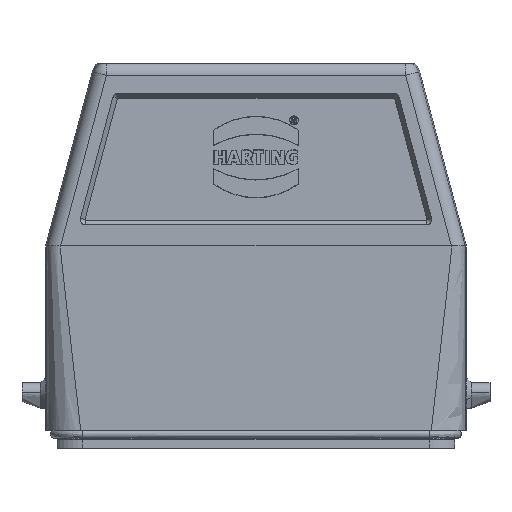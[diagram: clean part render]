
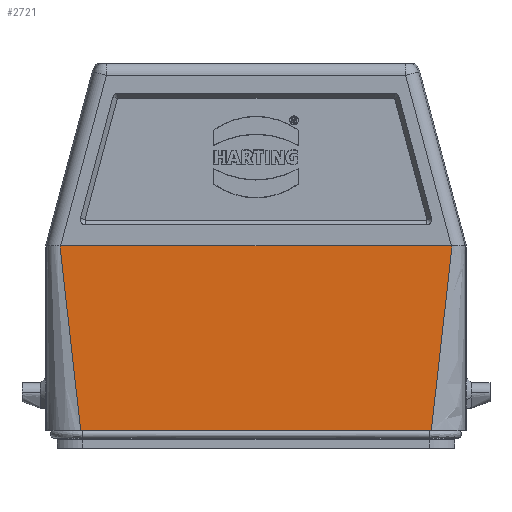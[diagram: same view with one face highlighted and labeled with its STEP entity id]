
A CAD part, front view. The second image highlights one B-rep face of the part: STEP entity #2721.
In plain terms, the highlighted planar face has unit normal (0, -1, 0).
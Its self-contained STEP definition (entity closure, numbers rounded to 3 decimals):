
#2468=(
BOUNDED_CURVE()
B_SPLINE_CURVE(3,(#18411,#18412,#18413,#18414,#18415,#18416,#18417,#18418,
#18419,#18420,#18421,#18422,#18423,#18424,#18425,#18426),.UNSPECIFIED.,
 .F.,.F.)
B_SPLINE_CURVE_WITH_KNOTS((4,3,3,3,3,4),(0.,0.144,0.172,
0.448,0.476,1.),.UNSPECIFIED.)
CURVE()
GEOMETRIC_REPRESENTATION_ITEM()
RATIONAL_B_SPLINE_CURVE((1.,1.,1.,1.,1.,1.,1.,1.,1.,1.,1.,1.,1.,1.,1.,1.))
REPRESENTATION_ITEM('')
);
#2469=(
BOUNDED_CURVE()
B_SPLINE_CURVE(3,(#18560,#18561,#18562,#18563,#18564,#18565,#18566,#18567,
#18568,#18569,#18570,#18571,#18572,#18573,#18574,#18575),.UNSPECIFIED.,
 .F.,.F.)
B_SPLINE_CURVE_WITH_KNOTS((4,3,3,3,3,4),(0.,0.524,0.552,
0.828,0.856,1.),.UNSPECIFIED.)
CURVE()
GEOMETRIC_REPRESENTATION_ITEM()
RATIONAL_B_SPLINE_CURVE((1.,1.,1.,1.,1.,1.,1.,1.,1.,1.,1.,1.,1.,1.,1.,1.))
REPRESENTATION_ITEM('')
);
#2721=ADVANCED_FACE('',(#3362),#3061,.T.);
#3061=PLANE('',#12829);
#3362=FACE_OUTER_BOUND('',#3744,.T.);
#3744=EDGE_LOOP('',(#4713,#4714,#4715,#4716));
#4713=ORIENTED_EDGE('',*,*,#7182,.T.);
#4714=ORIENTED_EDGE('',*,*,#6792,.T.);
#4715=ORIENTED_EDGE('',*,*,#7183,.T.);
#4716=ORIENTED_EDGE('',*,*,#7148,.T.);
#6119=VERTEX_POINT('',#16877);
#6120=VERTEX_POINT('',#16879);
#6418=VERTEX_POINT('',#17764);
#6419=VERTEX_POINT('',#17766);
#6792=EDGE_CURVE('',#6120,#6119,#9625,.T.);
#7148=EDGE_CURVE('',#6419,#6418,#9872,.T.);
#7182=EDGE_CURVE('',#6418,#6120,#2468,.T.);
#7183=EDGE_CURVE('',#6119,#6419,#2469,.T.);
#9625=LINE('',#16878,#10495);
#9872=LINE('',#17765,#10742);
#10495=VECTOR('',#13390,1.);
#10742=VECTOR('',#13935,1.);
#12829=AXIS2_PLACEMENT_3D('',#18576,#13989,#13990);
#13390=DIRECTION('',(1.,0.,0.));
#13935=DIRECTION('',(-1.,0.,0.));
#13989=DIRECTION('',(0.,-1.,0.));
#13990=DIRECTION('',(0.,0.,-1.));
#16877=CARTESIAN_POINT('',(33.295,-15.3,-14.15));
#16878=CARTESIAN_POINT('',(-39.95,-15.3,-14.15));
#16879=CARTESIAN_POINT('',(-33.295,-15.3,-14.15));
#17764=CARTESIAN_POINT('',(-37.23,-15.3,20.85));
#17765=CARTESIAN_POINT('',(-46.,-15.3,20.85));
#17766=CARTESIAN_POINT('',(37.23,-15.3,20.85));
#18411=CARTESIAN_POINT('',(-39.683,-15.3,42.668));
#18412=CARTESIAN_POINT('',(-38.996,-15.3,36.561));
#18413=CARTESIAN_POINT('',(-38.31,-15.3,30.454));
#18414=CARTESIAN_POINT('',(-37.623,-15.3,24.346));
#18415=CARTESIAN_POINT('',(-37.491,-15.3,23.169));
#18416=CARTESIAN_POINT('',(-37.359,-15.3,21.992));
#18417=CARTESIAN_POINT('',(-37.226,-15.3,20.815));
#18418=CARTESIAN_POINT('',(-35.916,-15.3,9.16));
#18419=CARTESIAN_POINT('',(-34.606,-15.3,-2.495));
#18420=CARTESIAN_POINT('',(-33.295,-15.3,-14.15));
#18421=CARTESIAN_POINT('',(-33.164,-15.3,-15.315));
#18422=CARTESIAN_POINT('',(-33.033,-15.3,-16.481));
#18423=CARTESIAN_POINT('',(-32.902,-15.3,-17.646));
#18424=CARTESIAN_POINT('',(-30.41,-15.3,-39.814));
#18425=CARTESIAN_POINT('',(-27.918,-15.3,-61.982));
#18426=CARTESIAN_POINT('',(-25.426,-15.3,-84.15));
#18560=CARTESIAN_POINT('',(25.426,-15.3,-84.15));
#18561=CARTESIAN_POINT('',(27.918,-15.3,-61.982));
#18562=CARTESIAN_POINT('',(30.41,-15.3,-39.814));
#18563=CARTESIAN_POINT('',(32.902,-15.3,-17.646));
#18564=CARTESIAN_POINT('',(33.033,-15.3,-16.481));
#18565=CARTESIAN_POINT('',(33.164,-15.3,-15.315));
#18566=CARTESIAN_POINT('',(33.295,-15.3,-14.15));
#18567=CARTESIAN_POINT('',(34.606,-15.3,-2.495));
#18568=CARTESIAN_POINT('',(35.916,-15.3,9.16));
#18569=CARTESIAN_POINT('',(37.226,-15.3,20.815));
#18570=CARTESIAN_POINT('',(37.359,-15.3,21.992));
#18571=CARTESIAN_POINT('',(37.491,-15.3,23.169));
#18572=CARTESIAN_POINT('',(37.623,-15.3,24.346));
#18573=CARTESIAN_POINT('',(38.31,-15.3,30.454));
#18574=CARTESIAN_POINT('',(38.996,-15.3,36.561));
#18575=CARTESIAN_POINT('',(39.683,-15.3,42.668));
#18576=CARTESIAN_POINT('',(0.,-15.3,0.));
